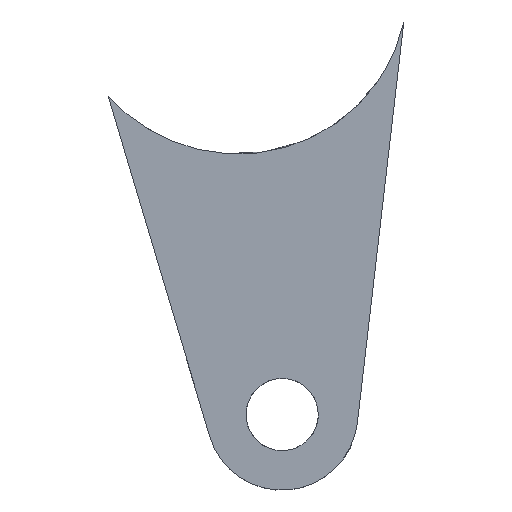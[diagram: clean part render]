
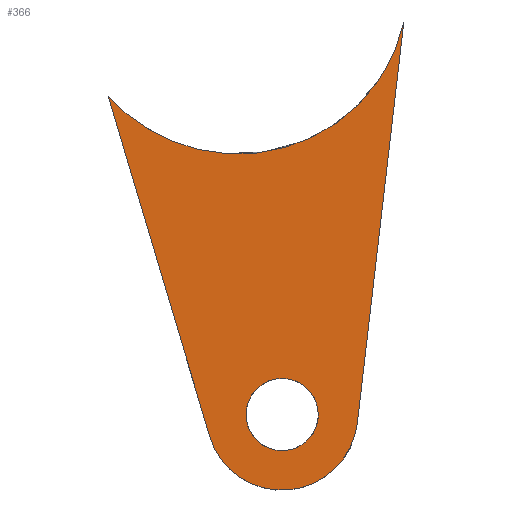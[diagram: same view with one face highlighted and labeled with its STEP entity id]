
A CAD part, top view. The second image highlights one B-rep face of the part: STEP entity #366.
In plain terms, the highlighted planar face has unit normal (0, 0, 1).
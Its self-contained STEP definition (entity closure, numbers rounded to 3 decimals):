
#70=CARTESIAN_POINT('Vertex',(6.656,-0.771,14.)) ;
#73=CARTESIAN_POINT('Axis2P3D Location',(0.,0.,14.)) ;
#77=CARTESIAN_POINT('Vertex',(-6.421,-1.915,14.)) ;
#103=CARTESIAN_POINT('Vertex',(-15.399,28.193,14.)) ;
#111=CARTESIAN_POINT('Line Origine',(-10.91,13.139,14.)) ;
#137=CARTESIAN_POINT('Control Point',(-15.399,28.193,14.)) ;
#138=CARTESIAN_POINT('Control Point',(-14.24,26.901,14.)) ;
#139=CARTESIAN_POINT('Control Point',(-12.886,25.783,14.)) ;
#140=CARTESIAN_POINT('Control Point',(-11.379,24.883,14.)) ;
#141=CARTESIAN_POINT('Control Point',(-9.773,24.224,14.)) ;
#142=CARTESIAN_POINT('Vertex',(-9.773,24.224,14.)) ;
#186=CARTESIAN_POINT('Control Point',(-9.773,24.224,14.)) ;
#187=CARTESIAN_POINT('Control Point',(-5.38,22.421,14.)) ;
#188=CARTESIAN_POINT('Control Point',(-0.3,22.299,14.)) ;
#189=CARTESIAN_POINT('Control Point',(4.635,24.249,14.)) ;
#190=CARTESIAN_POINT('Control Point',(8.205,27.928,14.)) ;
#191=CARTESIAN_POINT('Control Point',(10.007,32.32,14.)) ;
#192=CARTESIAN_POINT('Vertex',(10.007,32.32,14.)) ;
#269=CARTESIAN_POINT('Line Origine',(8.713,16.995,14.)) ;
#273=CARTESIAN_POINT('Vertex',(10.77,34.76,14.)) ;
#299=CARTESIAN_POINT('Control Point',(10.77,34.76,14.)) ;
#300=CARTESIAN_POINT('Control Point',(10.587,33.927,14.)) ;
#301=CARTESIAN_POINT('Control Point',(10.331,33.109,14.)) ;
#302=CARTESIAN_POINT('Control Point',(10.007,32.32,14.)) ;
#311=CARTESIAN_POINT('Axis2P3D Location',(0.,0.,14.)) ;
#325=CARTESIAN_POINT('Control Point',(-3.2,0.,14.)) ;
#326=CARTESIAN_POINT('Control Point',(-3.2,-0.503,14.)) ;
#327=CARTESIAN_POINT('Control Point',(-3.101,-1.005,14.)) ;
#328=CARTESIAN_POINT('Control Point',(-2.904,-1.482,14.)) ;
#329=CARTESIAN_POINT('Control Point',(-2.333,-2.333,14.)) ;
#330=CARTESIAN_POINT('Control Point',(-1.482,-2.904,14.)) ;
#331=CARTESIAN_POINT('Control Point',(-1.005,-3.101,14.)) ;
#332=CARTESIAN_POINT('Control Point',(0.,-3.299,14.)) ;
#333=CARTESIAN_POINT('Control Point',(1.005,-3.101,14.)) ;
#334=CARTESIAN_POINT('Control Point',(1.482,-2.904,14.)) ;
#335=CARTESIAN_POINT('Control Point',(2.333,-2.333,14.)) ;
#336=CARTESIAN_POINT('Control Point',(2.904,-1.482,14.)) ;
#337=CARTESIAN_POINT('Control Point',(3.101,-1.005,14.)) ;
#338=CARTESIAN_POINT('Control Point',(3.2,-0.503,14.)) ;
#339=CARTESIAN_POINT('Control Point',(3.2,0.,14.)) ;
#340=CARTESIAN_POINT('Vertex',(-3.2,0.,14.)) ;
#342=CARTESIAN_POINT('Vertex',(3.2,0.,14.)) ;
#346=CARTESIAN_POINT('Control Point',(3.2,0.,14.)) ;
#347=CARTESIAN_POINT('Control Point',(3.2,0.503,14.)) ;
#348=CARTESIAN_POINT('Control Point',(3.101,1.005,14.)) ;
#349=CARTESIAN_POINT('Control Point',(2.904,1.482,14.)) ;
#350=CARTESIAN_POINT('Control Point',(2.333,2.333,14.)) ;
#351=CARTESIAN_POINT('Control Point',(1.482,2.904,14.)) ;
#352=CARTESIAN_POINT('Control Point',(1.005,3.101,14.)) ;
#353=CARTESIAN_POINT('Control Point',(0.,3.299,14.)) ;
#354=CARTESIAN_POINT('Control Point',(-1.005,3.101,14.)) ;
#355=CARTESIAN_POINT('Control Point',(-1.482,2.904,14.)) ;
#356=CARTESIAN_POINT('Control Point',(-2.333,2.333,14.)) ;
#357=CARTESIAN_POINT('Control Point',(-2.904,1.482,14.)) ;
#358=CARTESIAN_POINT('Control Point',(-3.101,1.005,14.)) ;
#359=CARTESIAN_POINT('Control Point',(-3.2,0.503,14.)) ;
#360=CARTESIAN_POINT('Control Point',(-3.2,0.,14.)) ;
#74=DIRECTION('Axis2P3D Direction',(0.,0.,1.)) ;
#112=DIRECTION('Vector Direction',(0.286,-0.958,0.)) ;
#270=DIRECTION('Vector Direction',(0.115,0.993,0.)) ;
#312=DIRECTION('Axis2P3D Direction',(0.,0.,1.)) ;
#313=DIRECTION('Axis2P3D XDirection',(1.,0.,0.)) ;
#75=AXIS2_PLACEMENT_3D('Circle Axis2P3D',#73,#74,$) ;
#314=AXIS2_PLACEMENT_3D('Plane Axis2P3D',#311,#312,#313) ;
#317=ORIENTED_EDGE('',*,*,#303,.T.) ;
#318=ORIENTED_EDGE('',*,*,#194,.F.) ;
#319=ORIENTED_EDGE('',*,*,#144,.F.) ;
#320=ORIENTED_EDGE('',*,*,#115,.T.) ;
#321=ORIENTED_EDGE('',*,*,#79,.T.) ;
#322=ORIENTED_EDGE('',*,*,#275,.T.) ;
#363=ORIENTED_EDGE('',*,*,#344,.F.) ;
#364=ORIENTED_EDGE('',*,*,#361,.F.) ;
#365=FACE_BOUND('',#362,.T.) ;
#113=VECTOR('Line Direction',#112,1.) ;
#271=VECTOR('Line Direction',#270,1.) ;
#366=ADVANCED_FACE('Corps principal',(#323,#365),#315,.T.) ;
#136=B_SPLINE_CURVE_WITH_KNOTS('',4,(#137,#138,#139,#140,#141),.UNSPECIFIED.,.F.,.U.,(5,5),(0.,12.028),.UNSPECIFIED.) ;
#185=B_SPLINE_CURVE_WITH_KNOTS('',5,(#186,#187,#188,#189,#190,#191),.UNSPECIFIED.,.F.,.U.,(6,6),(0.,41.117),.UNSPECIFIED.) ;
#298=B_SPLINE_CURVE_WITH_KNOTS('',3,(#299,#300,#301,#302),.UNSPECIFIED.,.F.,.U.,(4,4),(0.,4.431),.UNSPECIFIED.) ;
#324=B_SPLINE_CURVE_WITH_KNOTS('',5,(#325,#326,#327,#328,#329,#330,#331,#332,#333,#334,#335,#336,#337,#338,#339),.UNSPECIFIED.,.F.,.U.,(6,3,3,3,6),(10.053,12.566,15.08,17.593,20.106),.UNSPECIFIED.) ;
#345=B_SPLINE_CURVE_WITH_KNOTS('',5,(#346,#347,#348,#349,#350,#351,#352,#353,#354,#355,#356,#357,#358,#359,#360),.UNSPECIFIED.,.F.,.U.,(6,3,3,3,6),(0.,2.513,5.027,7.54,10.053),.UNSPECIFIED.) ;
#76=CIRCLE('generated circle',#75,6.7) ;
#79=EDGE_CURVE('',#78,#71,#76,.T.) ;
#115=EDGE_CURVE('',#104,#78,#114,.T.) ;
#144=EDGE_CURVE('',#104,#143,#136,.T.) ;
#194=EDGE_CURVE('',#143,#193,#185,.T.) ;
#275=EDGE_CURVE('',#71,#274,#272,.T.) ;
#303=EDGE_CURVE('',#274,#193,#298,.T.) ;
#344=EDGE_CURVE('',#341,#343,#324,.T.) ;
#361=EDGE_CURVE('',#343,#341,#345,.T.) ;
#316=EDGE_LOOP('',(#317,#318,#319,#320,#321,#322)) ;
#362=EDGE_LOOP('',(#363,#364)) ;
#323=FACE_OUTER_BOUND('',#316,.T.) ;
#114=LINE('Line',#111,#113) ;
#272=LINE('Line',#269,#271) ;
#315=PLANE('Plane',#314) ;
#71=VERTEX_POINT('',#70) ;
#78=VERTEX_POINT('',#77) ;
#104=VERTEX_POINT('',#103) ;
#143=VERTEX_POINT('',#142) ;
#193=VERTEX_POINT('',#192) ;
#274=VERTEX_POINT('',#273) ;
#341=VERTEX_POINT('',#340) ;
#343=VERTEX_POINT('',#342) ;
